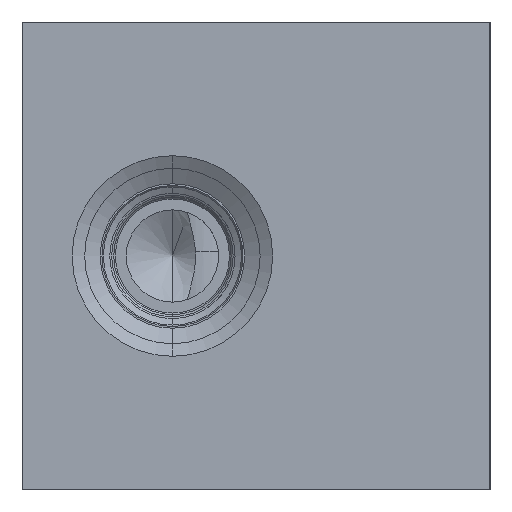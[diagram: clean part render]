
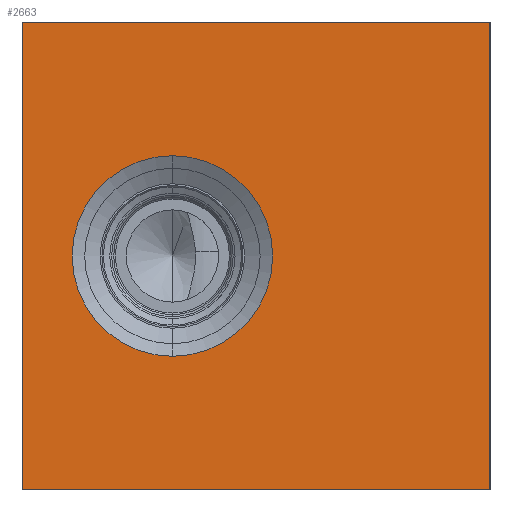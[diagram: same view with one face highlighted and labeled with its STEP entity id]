
A CAD part, left-side view. The second image highlights one B-rep face of the part: STEP entity #2663.
In plain terms, the highlighted planar face has unit normal (-1, 0, 0).
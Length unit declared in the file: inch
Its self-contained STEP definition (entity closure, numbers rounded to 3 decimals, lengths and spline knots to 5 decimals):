
#1=DIRECTION('',(0.,-1.,0.));
#2=VECTOR('',#1,3.5);
#3=CARTESIAN_POINT('',(0.,0.,0.));
#4=LINE('',#3,#2);
#37=DIRECTION('',(0.,0.,1.));
#38=VECTOR('',#37,3.5);
#39=CARTESIAN_POINT('',(0.,0.,0.));
#40=LINE('',#39,#38);
#41=CARTESIAN_POINT('',(0.,-1.125,1.75));
#42=DIRECTION('',(1.,0.,0.));
#43=DIRECTION('',(0.,0.,-1.));
#44=AXIS2_PLACEMENT_3D('',#41,#42,#43);
#46=CARTESIAN_POINT('',(0.,-1.125,1.75));
#47=DIRECTION('',(1.,0.,0.));
#48=DIRECTION('',(0.,0.,1.));
#49=AXIS2_PLACEMENT_3D('',#46,#47,#48);
#89=DIRECTION('',(0.,0.,1.));
#90=VECTOR('',#89,3.5);
#91=CARTESIAN_POINT('',(0.,-3.5,0.));
#92=LINE('',#91,#90);
#113=DIRECTION('',(0.,-1.,0.));
#114=VECTOR('',#113,3.5);
#115=CARTESIAN_POINT('',(0.,0.,3.5));
#116=LINE('',#115,#114);
#2228=CARTESIAN_POINT('',(0.,0.,0.));
#2229=CARTESIAN_POINT('',(0.,-3.5,0.));
#2230=VERTEX_POINT('',#2228);
#2231=VERTEX_POINT('',#2229);
#2236=CARTESIAN_POINT('',(0.,0.,3.5));
#2237=CARTESIAN_POINT('',(0.,-3.5,3.5));
#2238=VERTEX_POINT('',#2236);
#2239=VERTEX_POINT('',#2237);
#2344=CARTESIAN_POINT('',(0.,-1.125,1.));
#2345=CARTESIAN_POINT('',(0.,-1.125,2.5));
#2346=VERTEX_POINT('',#2344);
#2347=VERTEX_POINT('',#2345);
#2643=CARTESIAN_POINT('',(0.,0.,0.));
#2644=DIRECTION('',(-1.,0.,0.));
#2645=DIRECTION('',(0.,-1.,0.));
#2646=AXIS2_PLACEMENT_3D('',#2643,#2644,#2645);
#2647=PLANE('',#2646);
#2648=ORIENTED_EDGE('',*,*,#2620,.F.);
#2650=ORIENTED_EDGE('',*,*,#2649,.T.);
#2652=ORIENTED_EDGE('',*,*,#2651,.T.);
#2654=ORIENTED_EDGE('',*,*,#2653,.F.);
#2655=EDGE_LOOP('',(#2648,#2650,#2652,#2654));
#2656=FACE_OUTER_BOUND('',#2655,.F.);
#2658=ORIENTED_EDGE('',*,*,#2657,.F.);
#2660=ORIENTED_EDGE('',*,*,#2659,.F.);
#2661=EDGE_LOOP('',(#2658,#2660));
#2662=FACE_BOUND('',#2661,.F.);
#2663=ADVANCED_FACE('',(#2656,#2662),#2647,.T.);
#45=CIRCLE('',#44,0.75);
#50=CIRCLE('',#49,0.75);
#2620=EDGE_CURVE('',#2230,#2231,#4,.T.);
#2649=EDGE_CURVE('',#2230,#2238,#40,.T.);
#2651=EDGE_CURVE('',#2238,#2239,#116,.T.);
#2653=EDGE_CURVE('',#2231,#2239,#92,.T.);
#2657=EDGE_CURVE('',#2346,#2347,#45,.T.);
#2659=EDGE_CURVE('',#2347,#2346,#50,.T.);
